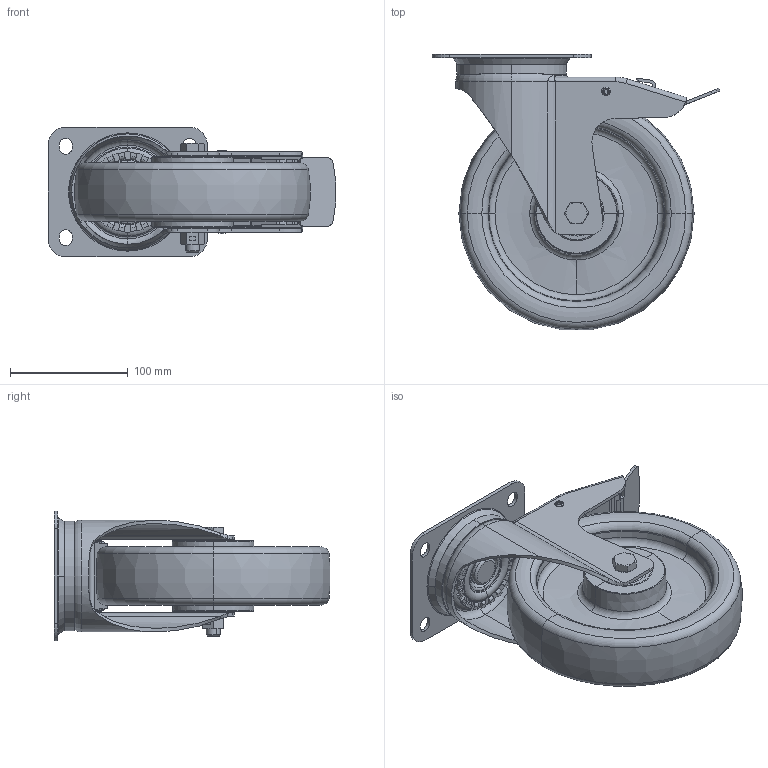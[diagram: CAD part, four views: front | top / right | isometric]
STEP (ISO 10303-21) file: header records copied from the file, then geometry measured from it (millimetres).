
FILE_DESCRIPTION (( 'STEP AP214' ), '1' );
FILE_NAME ('0055855.step', '2023-09-26T07:44:57', ( '' ), ( '' ), 'SwSTEP 2.0', 'SolidWorks 2020', '' );
FILE_SCHEMA (( 'AUTOMOTIVE_DESIGN' ));
Length unit declared in the file: millimetre
Products named in the file (1): 0055855
Bounding box: 244.14 x 234.09 x 110 mm (x, y, z)
Volume: 1227599.3 mm3; surface area: 406609.1 mm2
Topology: 30 solids, 30 shells, 1372 faces, 3410 edges, 2089 vertices
Faces by surface type: plane 523, cylinder 344, torus 270, cone 137, bspline 60, sphere 38
Entity records: 62395 total; most frequent: CARTESIAN_POINT 14165, DIRECTION 7252, ORIENTED_EDGE 6724, EDGE_CURVE 3362, AXIS2_PLACEMENT_3D 2914, VERTEX_POINT 2065, CIRCLE 1601, EDGE_LOOP 1467
